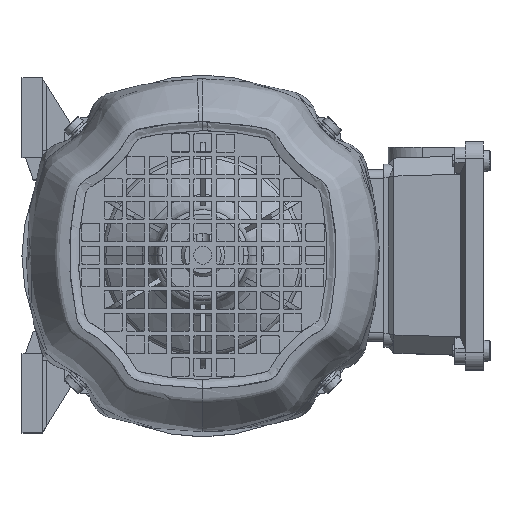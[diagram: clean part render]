
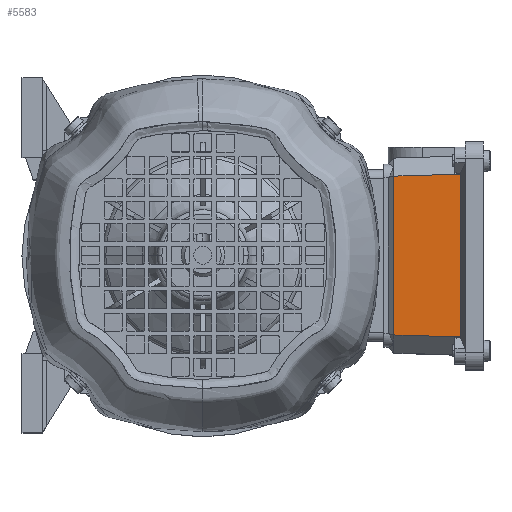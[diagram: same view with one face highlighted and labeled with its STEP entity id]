
A CAD part, top view. The second image highlights one B-rep face of the part: STEP entity #5583.
In plain terms, the highlighted planar face has unit normal (-0.029, 0, 1).
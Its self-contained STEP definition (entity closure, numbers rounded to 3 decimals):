
#3210=PLANE('',#65807);
#5583=ADVANCED_FACE('',(#10244),#3210,.F.);
#10244=FACE_OUTER_BOUND('',#13732,.T.);
#13732=EDGE_LOOP('',(#33342,#33343,#33344,#33345));
#17812=LINE('',#100057,#22804);
#17867=LINE('',#100210,#22859);
#17868=LINE('',#100212,#22860);
#17869=LINE('',#100214,#22861);
#22804=VECTOR('',#76919,1.);
#22859=VECTOR('',#77076,1.);
#22860=VECTOR('',#77079,1.);
#22861=VECTOR('',#77080,1.);
#33342=ORIENTED_EDGE('',*,*,#54199,.F.);
#33343=ORIENTED_EDGE('',*,*,#54200,.F.);
#33344=ORIENTED_EDGE('',*,*,#54198,.T.);
#33345=ORIENTED_EDGE('',*,*,#54131,.T.);
#46828=VERTEX_POINT('',#100056);
#46829=VERTEX_POINT('',#100058);
#46859=VERTEX_POINT('',#100209);
#46860=VERTEX_POINT('',#100213);
#54131=EDGE_CURVE('',#46829,#46828,#17812,.T.);
#54198=EDGE_CURVE('',#46859,#46829,#17867,.T.);
#54199=EDGE_CURVE('',#46860,#46828,#17868,.T.);
#54200=EDGE_CURVE('',#46859,#46860,#17869,.T.);
#65807=AXIS2_PLACEMENT_3D('',#100215,#77081,#77082);
#76919=DIRECTION('',(0.,1.,0.));
#77076=DIRECTION('',(0.999,-0.029,0.029));
#77079=DIRECTION('',(0.999,0.029,0.029));
#77080=DIRECTION('',(0.,1.,0.));
#77081=DIRECTION('',(0.029,0.,-1.));
#77082=DIRECTION('',(1.,0.,0.029));
#100056=CARTESIAN_POINT('',(114.,35.997,96.));
#100057=CARTESIAN_POINT('',(114.,0.,96.));
#100058=CARTESIAN_POINT('',(114.,-35.997,96.));
#100209=CARTESIAN_POINT('',(84.5,-35.129,95.132));
#100210=CARTESIAN_POINT('',(112.943,-35.965,95.969));
#100212=CARTESIAN_POINT('',(84.5,35.129,95.132));
#100213=CARTESIAN_POINT('',(84.5,35.129,95.132));
#100214=CARTESIAN_POINT('',(84.5,0.,95.132));
#100215=CARTESIAN_POINT('',(114.,0.,96.));
